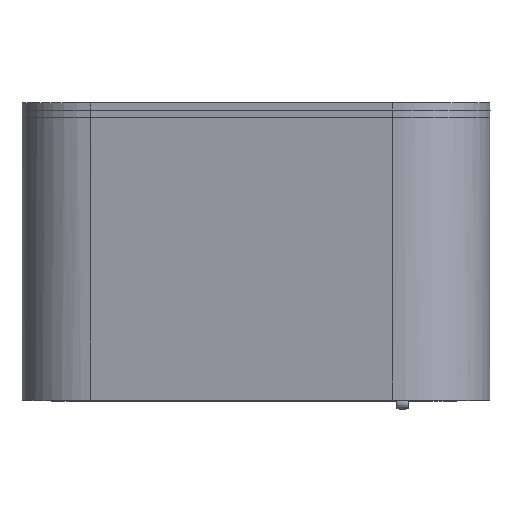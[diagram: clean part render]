
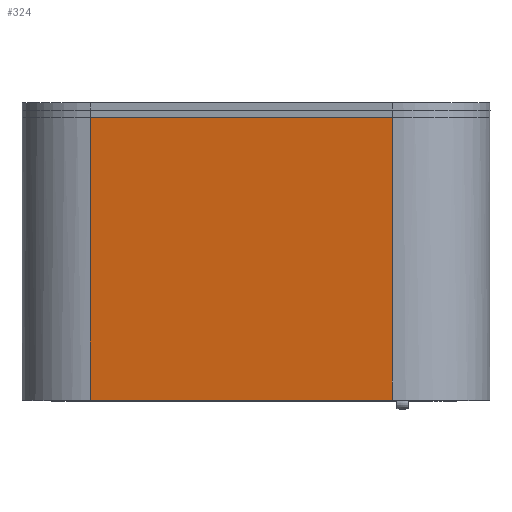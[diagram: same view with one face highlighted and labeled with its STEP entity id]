
A CAD part, top view. The second image highlights one B-rep face of the part: STEP entity #324.
In plain terms, the highlighted planar face has unit normal (-0.176, 0, 0.984).
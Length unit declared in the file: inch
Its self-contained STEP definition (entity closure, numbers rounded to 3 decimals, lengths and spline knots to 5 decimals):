
#324=ADVANCED_FACE('',(#627),#4559,.T.);
#627=FACE_OUTER_BOUND('',#936,.T.);
#936=EDGE_LOOP('',(#1491,#1492,#1493,#1494));
#1491=ORIENTED_EDGE('',*,*,#2794,.T.);
#1492=ORIENTED_EDGE('',*,*,#2740,.F.);
#1493=ORIENTED_EDGE('',*,*,#2741,.T.);
#1494=ORIENTED_EDGE('',*,*,#2742,.T.);
#2740=EDGE_CURVE('',#4154,#4176,#3827,.T.);
#2741=EDGE_CURVE('',#4154,#4156,#3828,.T.);
#2742=EDGE_CURVE('',#4156,#4177,#3829,.T.);
#2794=EDGE_CURVE('',#4177,#4176,#3880,.T.);
#3827=(
BOUNDED_CURVE()
B_SPLINE_CURVE(1,(#6129,#6130),.UNSPECIFIED.,.F.,.F.)
B_SPLINE_CURVE_WITH_KNOTS((2,2),(0.,28.934),.UNSPECIFIED.)
CURVE()
GEOMETRIC_REPRESENTATION_ITEM()
RATIONAL_B_SPLINE_CURVE((1.,1.))
REPRESENTATION_ITEM('')
);
#3828=(
BOUNDED_CURVE()
B_SPLINE_CURVE(2,(#6131,#6132,#6133),.UNSPECIFIED.,.F.,.F.)
B_SPLINE_CURVE_WITH_KNOTS((3,3),(15.24763,16.24763),
 .UNSPECIFIED.)
CURVE()
GEOMETRIC_REPRESENTATION_ITEM()
RATIONAL_B_SPLINE_CURVE((1.,1.,1.))
REPRESENTATION_ITEM('')
);
#3829=(
BOUNDED_CURVE()
B_SPLINE_CURVE(1,(#6134,#6135),.UNSPECIFIED.,.F.,.F.)
B_SPLINE_CURVE_WITH_KNOTS((2,2),(0.,28.934),.UNSPECIFIED.)
CURVE()
GEOMETRIC_REPRESENTATION_ITEM()
RATIONAL_B_SPLINE_CURVE((1.,1.))
REPRESENTATION_ITEM('')
);
#3880=(
BOUNDED_CURVE()
B_SPLINE_CURVE(2,(#6271,#6272,#6273),.UNSPECIFIED.,.F.,.F.)
B_SPLINE_CURVE_WITH_KNOTS((3,3),(10.28319,11.28319),
 .UNSPECIFIED.)
CURVE()
GEOMETRIC_REPRESENTATION_ITEM()
RATIONAL_B_SPLINE_CURVE((1.,1.,1.))
REPRESENTATION_ITEM('')
);
#4154=VERTEX_POINT('',#6039);
#4156=VERTEX_POINT('',#6041);
#4176=VERTEX_POINT('',#6061);
#4177=VERTEX_POINT('',#6062);
#4559=PLANE('',#4865);
#4865=AXIS2_PLACEMENT_3D('',#5911,#5021,$);
#5021=DIRECTION('',(-0.176,0.,0.984));
#5911=CARTESIAN_POINT('',(6.98138,-26.71943,75.0812));
#6039=CARTESIAN_POINT('',(6.98138,-26.71943,75.0812));
#6041=CARTESIAN_POINT('',(37.89474,-26.71943,80.61554));
#6061=CARTESIAN_POINT('',(6.98138,2.21457,75.0812));
#6062=CARTESIAN_POINT('',(37.89474,2.21457,80.61554));
#6129=CARTESIAN_POINT('',(6.98138,-26.71943,75.0812));
#6130=CARTESIAN_POINT('',(6.98138,2.21457,75.0812));
#6131=CARTESIAN_POINT('',(6.98138,-26.71943,75.0812));
#6132=CARTESIAN_POINT('',(22.43806,-26.71943,77.84837));
#6133=CARTESIAN_POINT('',(37.89474,-26.71943,80.61554));
#6134=CARTESIAN_POINT('',(37.89474,-26.71943,80.61554));
#6135=CARTESIAN_POINT('',(37.89474,2.21457,80.61554));
#6271=CARTESIAN_POINT('',(37.89474,2.21457,80.61554));
#6272=CARTESIAN_POINT('',(22.43806,2.21457,77.84837));
#6273=CARTESIAN_POINT('',(6.98138,2.21457,75.0812));
